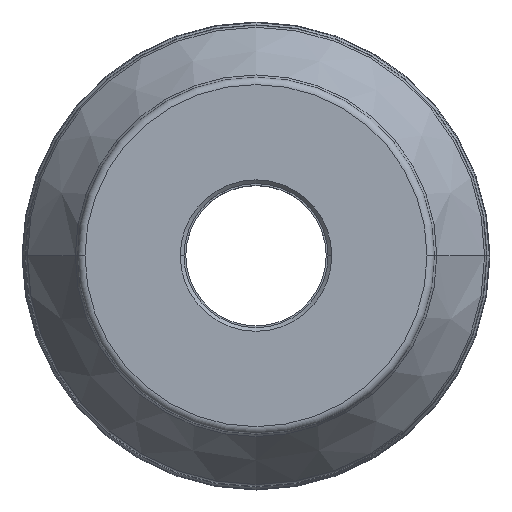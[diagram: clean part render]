
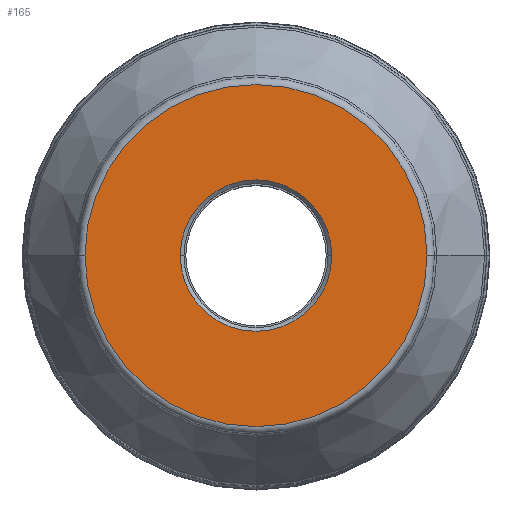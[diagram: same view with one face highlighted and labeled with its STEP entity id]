
A CAD part, top view. The second image highlights one B-rep face of the part: STEP entity #165.
In plain terms, the highlighted planar face has unit normal (0, 0, 1).
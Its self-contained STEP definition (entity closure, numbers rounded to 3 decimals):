
#69=PLANE('',#1528);
#78=FACE_BOUND('',#338,.T.);
#79=FACE_BOUND('',#339,.T.);
#165=ADVANCED_FACE('',(#78,#79),#69,.F.);
#338=EDGE_LOOP('',(#582,#583,#584,#585));
#339=EDGE_LOOP('',(#586,#587,#588,#589));
#582=ORIENTED_EDGE('',*,*,#952,.F.);
#583=ORIENTED_EDGE('',*,*,#956,.F.);
#584=ORIENTED_EDGE('',*,*,#955,.T.);
#585=ORIENTED_EDGE('',*,*,#953,.T.);
#586=ORIENTED_EDGE('',*,*,#957,.T.);
#587=ORIENTED_EDGE('',*,*,#958,.T.);
#588=ORIENTED_EDGE('',*,*,#959,.T.);
#589=ORIENTED_EDGE('',*,*,#960,.T.);
#800=VERTEX_POINT('',#2360);
#801=VERTEX_POINT('',#2362);
#802=VERTEX_POINT('',#2364);
#803=VERTEX_POINT('',#2368);
#804=VERTEX_POINT('',#2372);
#805=VERTEX_POINT('',#2373);
#806=VERTEX_POINT('',#2375);
#807=VERTEX_POINT('',#2377);
#952=EDGE_CURVE('',#800,#801,#1121,.T.);
#953=EDGE_CURVE('',#802,#801,#1122,.T.);
#955=EDGE_CURVE('',#803,#802,#1124,.T.);
#956=EDGE_CURVE('',#803,#800,#1125,.T.);
#957=EDGE_CURVE('',#804,#805,#1126,.T.);
#958=EDGE_CURVE('',#805,#806,#1127,.T.);
#959=EDGE_CURVE('',#806,#807,#1128,.T.);
#960=EDGE_CURVE('',#807,#804,#1129,.T.);
#1121=CIRCLE('',#1517,46.419);
#1122=CIRCLE('',#1518,46.419);
#1124=CIRCLE('',#1521,46.419);
#1125=CIRCLE('',#1522,46.419);
#1126=CIRCLE('',#1524,20.55);
#1127=CIRCLE('',#1525,20.55);
#1128=CIRCLE('',#1526,20.55);
#1129=CIRCLE('',#1527,20.55);
#1517=AXIS2_PLACEMENT_3D('',#2361,#1924,#1925);
#1518=AXIS2_PLACEMENT_3D('',#2363,#1926,#1927);
#1521=AXIS2_PLACEMENT_3D('',#2367,#1932,#1933);
#1522=AXIS2_PLACEMENT_3D('',#2369,#1934,#1935);
#1524=AXIS2_PLACEMENT_3D('',#2371,#1938,#1939);
#1525=AXIS2_PLACEMENT_3D('',#2374,#1940,#1941);
#1526=AXIS2_PLACEMENT_3D('',#2376,#1942,#1943);
#1527=AXIS2_PLACEMENT_3D('',#2378,#1944,#1945);
#1528=AXIS2_PLACEMENT_3D('',#2379,#1946,#1947);
#1924=DIRECTION('',(0.,0.,-1.));
#1925=DIRECTION('',(-1.,0.,0.));
#1926=DIRECTION('',(0.,0.,1.));
#1927=DIRECTION('',(1.,0.,0.));
#1932=DIRECTION('',(0.,0.,1.));
#1933=DIRECTION('',(1.,0.,0.));
#1934=DIRECTION('',(0.,0.,-1.));
#1935=DIRECTION('',(-1.,0.,0.));
#1938=DIRECTION('',(0.,0.,-1.));
#1939=DIRECTION('',(0.,-1.,0.));
#1940=DIRECTION('',(0.,0.,-1.));
#1941=DIRECTION('',(-1.,0.,0.));
#1942=DIRECTION('',(0.,0.,-1.));
#1943=DIRECTION('',(0.,1.,0.));
#1944=DIRECTION('',(0.,0.,-1.));
#1945=DIRECTION('',(1.,0.,0.));
#1946=DIRECTION('',(0.,0.,-1.));
#1947=DIRECTION('',(1.,0.,0.));
#2360=CARTESIAN_POINT('',(-46.419,0.,0.));
#2361=CARTESIAN_POINT('',(0.,0.,0.));
#2362=CARTESIAN_POINT('',(-46.419,0.021,0.));
#2363=CARTESIAN_POINT('',(0.,0.,0.));
#2364=CARTESIAN_POINT('',(46.419,0.,0.));
#2367=CARTESIAN_POINT('',(0.,0.,0.));
#2368=CARTESIAN_POINT('',(46.419,-0.021,0.));
#2369=CARTESIAN_POINT('',(0.,0.,0.));
#2371=CARTESIAN_POINT('',(0.,0.,0.));
#2372=CARTESIAN_POINT('',(0.,-20.55,0.));
#2373=CARTESIAN_POINT('',(-20.55,0.,0.));
#2374=CARTESIAN_POINT('',(0.,0.,0.));
#2375=CARTESIAN_POINT('',(0.,20.55,0.));
#2376=CARTESIAN_POINT('',(0.,0.,0.));
#2377=CARTESIAN_POINT('',(20.55,0.,0.));
#2378=CARTESIAN_POINT('',(0.,0.,0.));
#2379=CARTESIAN_POINT('',(0.,0.,0.));
